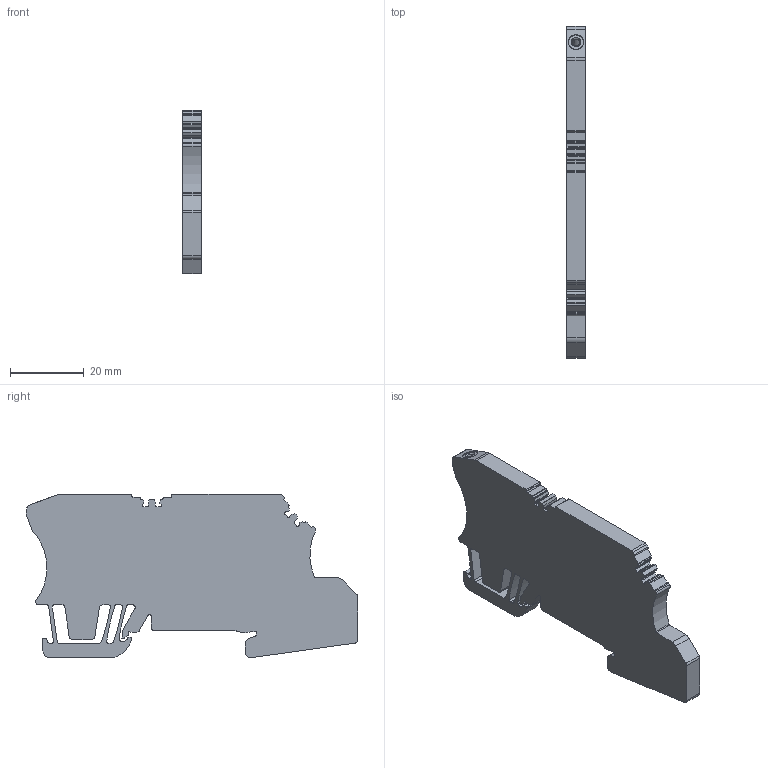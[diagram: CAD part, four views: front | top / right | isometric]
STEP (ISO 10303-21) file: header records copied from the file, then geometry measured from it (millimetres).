
FILE_DESCRIPTION(('CATIA V5R19 STEP'),'2;1');
FILE_NAME ('6010339_3', '2014-08-21T09:35:35+00:00', ('Weidmueller Interface'), ('Weidmueller'), 'CATIA Version 5 Release 20 SP 5 (IN-10)', 'CATIA V5 STEP AP214', 'none');
FILE_SCHEMA(('AUTOMOTIVE_DESIGN { 1 0 10303 214 1 1 1 1 }'));
Length unit declared in the file: millimetre
Products named in the file (1): 1142980000_WBB_WMF_2-5_BLZ
Bounding box: 5.08 x 89.84 x 44.25 mm (x, y, z)
Volume: 15252.6 mm3; surface area: 8180.4 mm2
Topology: 1 solids, 1 shells, 287 faces, 856 edges, 573 vertices
Faces by surface type: cylinder 120, plane 115, extrusion 46, cone 6
Entity records: 9943 total; most frequent: CARTESIAN_POINT 2504, ORIENTED_EDGE 1712, DIRECTION 1223, EDGE_CURVE 856, VERTEX_POINT 573, VECTOR 557, LINE 511, AXIS2_PLACEMENT_3D 442
